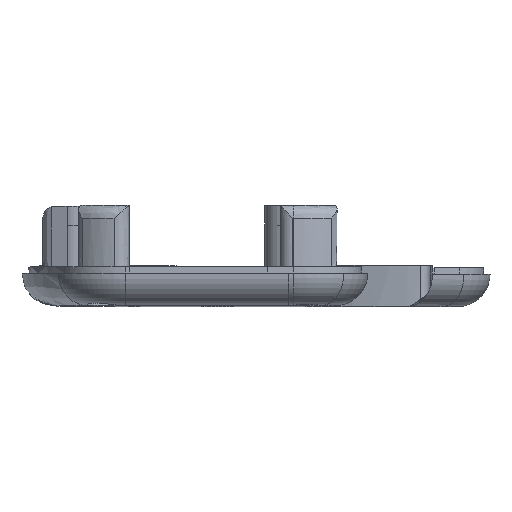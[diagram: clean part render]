
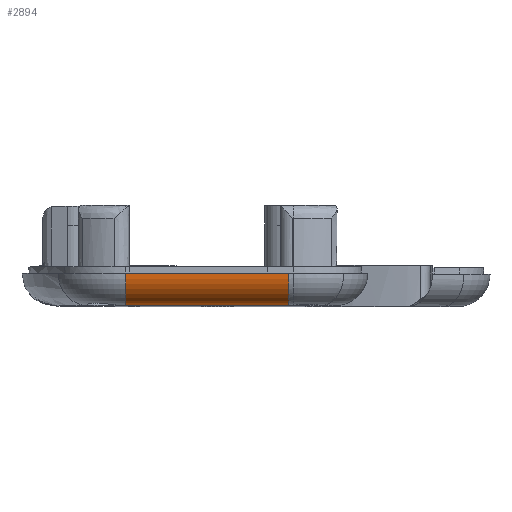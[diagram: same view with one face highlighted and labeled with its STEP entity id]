
A CAD part, top view. The second image highlights one B-rep face of the part: STEP entity #2894.
In plain terms, the highlighted cylindrical face has radius 4.99 mm (diameter 9.98 mm), a partial arc.
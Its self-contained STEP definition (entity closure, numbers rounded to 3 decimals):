
#163=LINE('',#4107,#327);
#172=LINE('',#4645,#336);
#327=VECTOR('',#3357,10.);
#336=VECTOR('',#3470,10.);
#494=CYLINDRICAL_SURFACE('',#3130,4.99);
#557=FACE_OUTER_BOUND('',#734,.T.);
#734=EDGE_LOOP('',(#2083,#2084,#2085,#2086));
#958=CIRCLE('',#3131,4.99);
#959=CIRCLE('',#3132,4.99);
#1213=VERTEX_POINT('',#4104);
#1214=VERTEX_POINT('',#4106);
#1259=VERTEX_POINT('',#4642);
#1260=VERTEX_POINT('',#4644);
#1507=EDGE_CURVE('',#1214,#1213,#163,.T.);
#1574=EDGE_CURVE('',#1213,#1259,#958,.T.);
#1575=EDGE_CURVE('',#1259,#1260,#172,.T.);
#1576=EDGE_CURVE('',#1260,#1214,#959,.T.);
#2083=ORIENTED_EDGE('',*,*,#1574,.T.);
#2084=ORIENTED_EDGE('',*,*,#1575,.T.);
#2085=ORIENTED_EDGE('',*,*,#1576,.T.);
#2086=ORIENTED_EDGE('',*,*,#1507,.T.);
#2894=ADVANCED_FACE('',(#557),#494,.T.);
#3130=AXIS2_PLACEMENT_3D('',#4641,#3466,#3467);
#3131=AXIS2_PLACEMENT_3D('',#4643,#3468,#3469);
#3132=AXIS2_PLACEMENT_3D('',#4646,#3471,#3472);
#3357=DIRECTION('',(1.,0.,0.));
#3466=DIRECTION('center_axis',(-1.,0.,0.));
#3467=DIRECTION('ref_axis',(0.,-0.707,0.707));
#3468=DIRECTION('center_axis',(-1.,0.,0.));
#3469=DIRECTION('ref_axis',(0.,-1.,0.));
#3470=DIRECTION('',(-1.,0.,0.));
#3471=DIRECTION('center_axis',(1.,0.,0.));
#3472=DIRECTION('ref_axis',(0.,0.,1.));
#4104=CARTESIAN_POINT('',(3.204,0.,88.213));
#4106=CARTESIAN_POINT('',(-22.06,0.,88.213));
#4107=CARTESIAN_POINT('',(-7.53,0.,88.213));
#4641=CARTESIAN_POINT('Origin',(-7.53,4.99,88.213));
#4642=CARTESIAN_POINT('',(3.204,4.99,93.203));
#4643=CARTESIAN_POINT('Origin',(3.204,4.99,88.213));
#4644=CARTESIAN_POINT('',(-22.06,4.99,93.203));
#4645=CARTESIAN_POINT('',(-7.53,4.99,93.203));
#4646=CARTESIAN_POINT('Origin',(-22.06,4.99,88.213));
